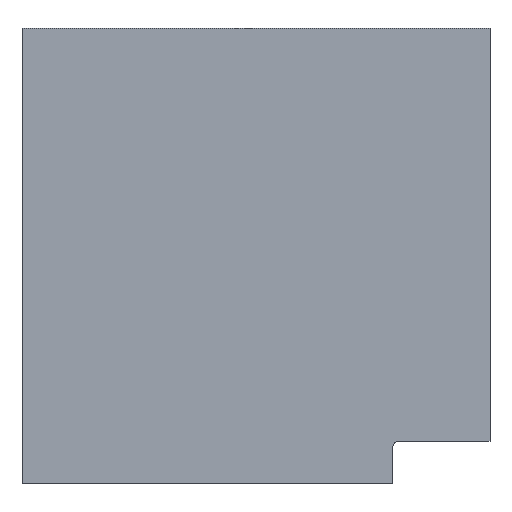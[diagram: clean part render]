
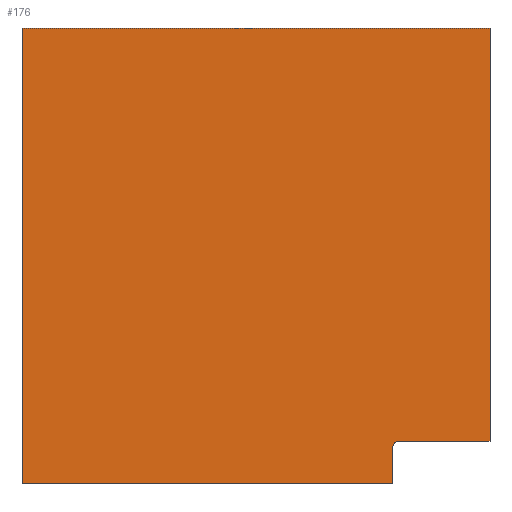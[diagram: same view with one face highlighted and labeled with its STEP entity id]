
A CAD part, front view. The second image highlights one B-rep face of the part: STEP entity #176.
In plain terms, the highlighted planar face has unit normal (0, -1, 0).
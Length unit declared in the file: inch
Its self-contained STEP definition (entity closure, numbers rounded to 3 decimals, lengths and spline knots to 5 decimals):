
#23=FACE_OUTER_BOUND('',#32,.T.);
#32=EDGE_LOOP('',(#143,#144,#145,#146,#147,#148,#149));
#41=LINE('',#272,#60);
#43=LINE('',#279,#62);
#45=LINE('',#283,#64);
#47=LINE('',#287,#66);
#49=LINE('',#291,#68);
#51=LINE('',#294,#70);
#60=VECTOR('',#224,39.37008);
#62=VECTOR('',#232,39.37008);
#64=VECTOR('',#236,39.37008);
#66=VECTOR('',#240,39.37008);
#68=VECTOR('',#244,39.37008);
#70=VECTOR('',#248,39.37008);
#72=CIRCLE('',#201,0.25);
#80=VERTEX_POINT('',#268);
#81=VERTEX_POINT('',#270);
#82=VERTEX_POINT('',#274);
#83=VERTEX_POINT('',#278);
#84=VERTEX_POINT('',#282);
#85=VERTEX_POINT('',#286);
#86=VERTEX_POINT('',#290);
#96=EDGE_CURVE('',#80,#81,#41,.T.);
#97=EDGE_CURVE('',#82,#80,#72,.T.);
#99=EDGE_CURVE('',#82,#83,#43,.T.);
#101=EDGE_CURVE('',#84,#83,#45,.T.);
#103=EDGE_CURVE('',#84,#85,#47,.T.);
#105=EDGE_CURVE('',#85,#86,#49,.T.);
#107=EDGE_CURVE('',#81,#86,#51,.T.);
#143=ORIENTED_EDGE('',*,*,#105,.F.);
#144=ORIENTED_EDGE('',*,*,#103,.F.);
#145=ORIENTED_EDGE('',*,*,#101,.T.);
#146=ORIENTED_EDGE('',*,*,#99,.F.);
#147=ORIENTED_EDGE('',*,*,#97,.T.);
#148=ORIENTED_EDGE('',*,*,#96,.T.);
#149=ORIENTED_EDGE('',*,*,#107,.T.);
#157=PLANE('',#207);
#176=ADVANCED_FACE('',(#23),#157,.T.);
#201=AXIS2_PLACEMENT_3D('',#275,#227,#228);
#207=AXIS2_PLACEMENT_3D('',#295,#249,#250);
#224=DIRECTION('',(1.,0.,0.));
#227=DIRECTION('center_axis',(0.,1.,0.));
#228=DIRECTION('ref_axis',(0.,0.,1.));
#232=DIRECTION('',(0.,0.,-1.));
#236=DIRECTION('',(1.,0.,0.));
#240=DIRECTION('',(0.,0.,1.));
#244=DIRECTION('',(1.,0.,0.));
#248=DIRECTION('',(0.,0.,1.));
#249=DIRECTION('center_axis',(0.,-1.,0.));
#250=DIRECTION('ref_axis',(0.,0.,-1.));
#268=CARTESIAN_POINT('',(236.,-0.125,1.75));
#270=CARTESIAN_POINT('',(239.75,-0.125,1.75));
#272=CARTESIAN_POINT('',(237.99092,-0.125,1.75));
#274=CARTESIAN_POINT('',(235.75,-0.125,1.5));
#275=CARTESIAN_POINT('Origin',(236.,-0.125,1.5));
#278=CARTESIAN_POINT('',(235.75,-0.125,0.));
#279=CARTESIAN_POINT('',(235.75,-0.125,0.875));
#282=CARTESIAN_POINT('',(220.5,-0.125,0.));
#283=CARTESIAN_POINT('',(230.125,-0.125,0.));
#286=CARTESIAN_POINT('',(220.5,-0.125,18.75));
#287=CARTESIAN_POINT('',(220.5,-0.125,9.375));
#290=CARTESIAN_POINT('',(239.75,-0.125,18.75));
#291=CARTESIAN_POINT('',(230.125,-0.125,18.75));
#294=CARTESIAN_POINT('',(239.75,-0.125,9.375));
#295=CARTESIAN_POINT('Origin',(230.125,-0.125,9.375));
